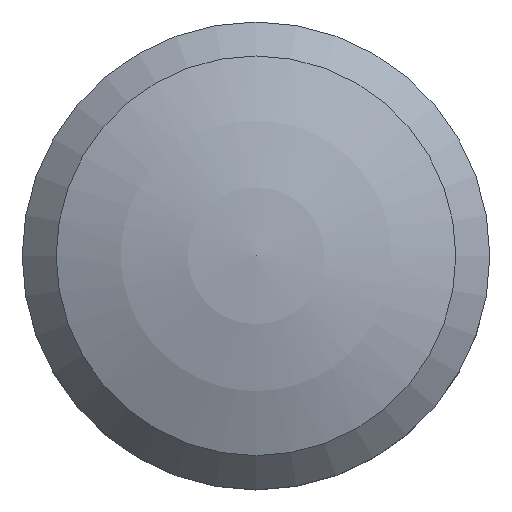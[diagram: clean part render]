
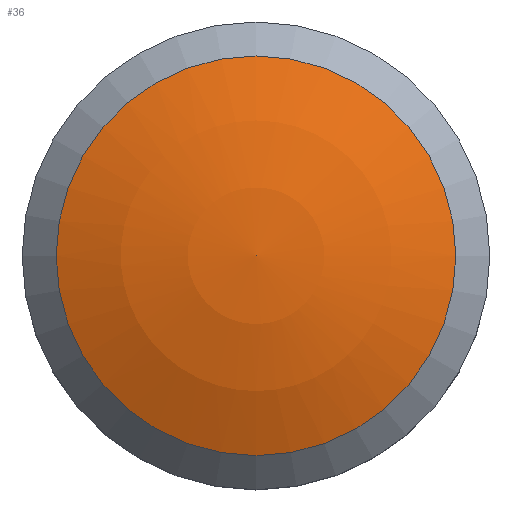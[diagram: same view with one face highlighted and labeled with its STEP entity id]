
A CAD part, top view. The second image highlights one B-rep face of the part: STEP entity #36.
In plain terms, the highlighted spherical face has radius 10 mm.
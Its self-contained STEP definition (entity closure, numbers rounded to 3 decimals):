
#36 = ADVANCED_FACE( '', ( #75 ), #76, .T. );
#75 = FACE_OUTER_BOUND( '', #120, .T. );
#76 = SPHERICAL_SURFACE( '', #121, 10. );
#120 = EDGE_LOOP( '', ( #161 ) );
#121 = AXIS2_PLACEMENT_3D( '', #162, #163, #164 );
#161 = ORIENTED_EDGE( '', *, *, #216, .T. );
#162 = CARTESIAN_POINT( '', ( 0., 0., -5.4 ) );
#163 = DIRECTION( '', ( 0., 0., 1. ) );
#164 = DIRECTION( '', ( 1., 0., 0. ) );
#216 = EDGE_CURVE( '', #237, #237, #238, .T. );
#237 = VERTEX_POINT( '', #265 );
#238 = CIRCLE( '', #266, 3.973 );
#265 = CARTESIAN_POINT( '', ( 3.973, 0., 3.777 ) );
#266 = AXIS2_PLACEMENT_3D( '', #293, #294, #295 );
#293 = CARTESIAN_POINT( '', ( 0., 0., 3.777 ) );
#294 = DIRECTION( '', ( 0., 0., 1. ) );
#295 = DIRECTION( '', ( 1., 0., 0. ) );
